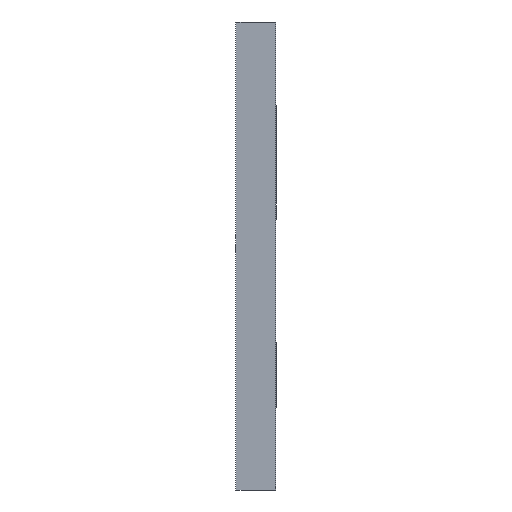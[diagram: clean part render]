
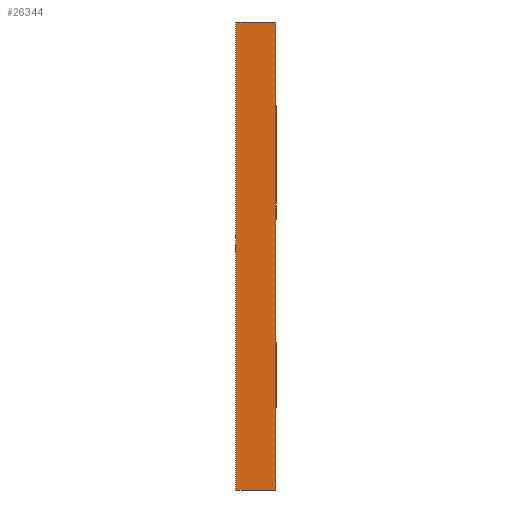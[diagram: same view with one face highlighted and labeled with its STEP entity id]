
A CAD part, left-side view. The second image highlights one B-rep face of the part: STEP entity #26344.
In plain terms, the highlighted planar face has unit normal (-1, 0, 0).
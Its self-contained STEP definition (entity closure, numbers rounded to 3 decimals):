
#136 = CARTESIAN_POINT ( 'NONE',  ( -10.1, 0., -7.625 ) ) ;
#2347 = DIRECTION ( 'NONE',  ( 0., 0., 1. ) ) ;
#2939 = CARTESIAN_POINT ( 'NONE',  ( -10.1, 1.3, -7.625 ) ) ;
#4110 = DIRECTION ( 'NONE',  ( 0., 0., 1. ) ) ;
#4799 = LINE ( 'NONE', #26780, #16548 ) ;
#5146 = ORIENTED_EDGE ( 'NONE', *, *, #23071, .T. ) ;
#5524 = DIRECTION ( 'NONE',  ( 1., 0., 0. ) ) ;
#5688 = VECTOR ( 'NONE', #2347, 1000. ) ;
#8100 = LINE ( 'NONE', #19296, #12783 ) ;
#9196 = CARTESIAN_POINT ( 'NONE',  ( -10.1, 1.3, -7.625 ) ) ;
#10271 = AXIS2_PLACEMENT_3D ( 'NONE', #20582, #5524, #25595 ) ;
#10529 = LINE ( 'NONE', #9196, #24996 ) ;
#11822 = DIRECTION ( 'NONE',  ( 0., -1., 0. ) ) ;
#11971 = EDGE_CURVE ( 'NONE', #21724, #16921, #15873, .T. ) ;
#12783 = VECTOR ( 'NONE', #4110, 1000. ) ;
#14837 = PLANE ( 'NONE',  #10271 ) ;
#15719 = EDGE_CURVE ( 'NONE', #16921, #30345, #4799, .T. ) ;
#15873 = LINE ( 'NONE', #19905, #5688 ) ;
#16046 = EDGE_LOOP ( 'NONE', ( #23408, #30793, #21816, #5146 ) ) ;
#16548 = VECTOR ( 'NONE', #29434, 1000. ) ;
#16921 = VERTEX_POINT ( 'NONE', #28289 ) ;
#17923 = EDGE_CURVE ( 'NONE', #32348, #30345, #8100, .T. ) ;
#18173 = FACE_OUTER_BOUND ( 'NONE', #16046, .T. ) ;
#19296 = CARTESIAN_POINT ( 'NONE',  ( -10.1, 0., 7.625 ) ) ;
#19905 = CARTESIAN_POINT ( 'NONE',  ( -10.1, 1.3, 7.625 ) ) ;
#20582 = CARTESIAN_POINT ( 'NONE',  ( -10.1, 1.3, 7.625 ) ) ;
#21724 = VERTEX_POINT ( 'NONE', #2939 ) ;
#21816 = ORIENTED_EDGE ( 'NONE', *, *, #11971, .F. ) ;
#23071 = EDGE_CURVE ( 'NONE', #21724, #32348, #10529, .T. ) ;
#23408 = ORIENTED_EDGE ( 'NONE', *, *, #17923, .T. ) ;
#24996 = VECTOR ( 'NONE', #11822, 1000. ) ;
#25595 = DIRECTION ( 'NONE',  ( 0., 0., -1. ) ) ;
#26344 = ADVANCED_FACE ( 'NONE', ( #18173 ), #14837, .F. ) ;
#26780 = CARTESIAN_POINT ( 'NONE',  ( -10.1, 1.3, 7.625 ) ) ;
#28289 = CARTESIAN_POINT ( 'NONE',  ( -10.1, 1.3, 7.625 ) ) ;
#28914 = CARTESIAN_POINT ( 'NONE',  ( -10.1, 0., 7.625 ) ) ;
#29434 = DIRECTION ( 'NONE',  ( 0., -1., 0. ) ) ;
#30345 = VERTEX_POINT ( 'NONE', #28914 ) ;
#30793 = ORIENTED_EDGE ( 'NONE', *, *, #15719, .F. ) ;
#32348 = VERTEX_POINT ( 'NONE', #136 ) ;
